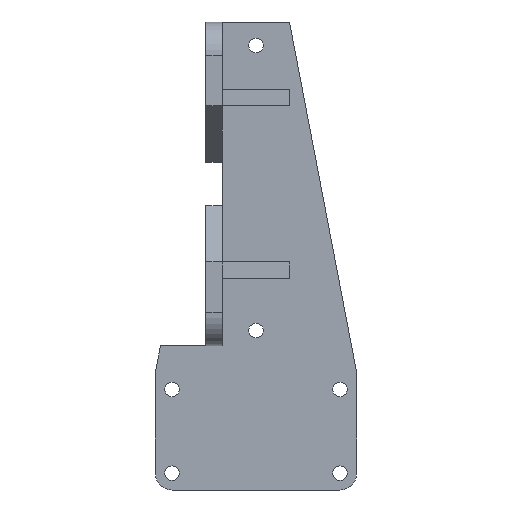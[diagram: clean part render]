
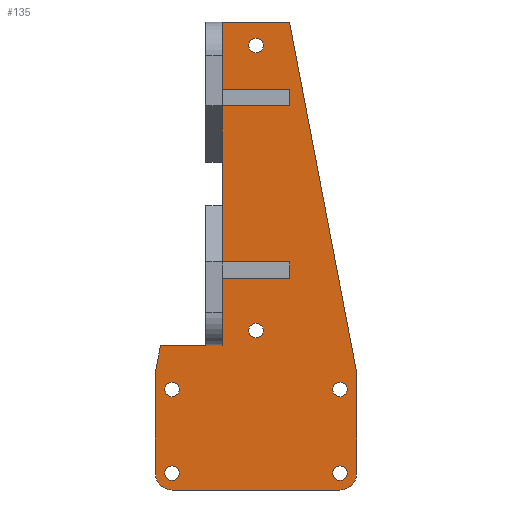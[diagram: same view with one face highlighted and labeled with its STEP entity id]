
A CAD part, left-side view. The second image highlights one B-rep face of the part: STEP entity #135.
In plain terms, the highlighted planar face has unit normal (-1, 0, 0).
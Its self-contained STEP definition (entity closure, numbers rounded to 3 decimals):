
#22 = VERTEX_POINT('',#23);
#23 = CARTESIAN_POINT('',(75.,-10.,139.5));
#40 = VERTEX_POINT('',#41);
#41 = CARTESIAN_POINT('',(75.,-30.,35.));
#47 = EDGE_CURVE('',#22,#40,#48,.T.);
#48 = LINE('',#49,#50);
#49 = CARTESIAN_POINT('',(75.,-10.,139.5));
#50 = VECTOR('',#51,1.);
#51 = DIRECTION('',(0.,-0.188,-0.982));
#87 = VERTEX_POINT('',#88);
#88 = CARTESIAN_POINT('',(75.,10.,139.5));
#94 = EDGE_CURVE('',#87,#22,#95,.T.);
#95 = LINE('',#96,#97);
#96 = CARTESIAN_POINT('',(75.,10.,139.5));
#97 = VECTOR('',#98,1.);
#98 = DIRECTION('',(0.,-1.,0.));
#108 = EDGE_CURVE('',#40,#109,#111,.T.);
#109 = VERTEX_POINT('',#110);
#110 = CARTESIAN_POINT('',(75.,-30.,5.));
#111 = LINE('',#112,#113);
#112 = CARTESIAN_POINT('',(75.,-30.,35.));
#113 = VECTOR('',#114,1.);
#114 = DIRECTION('',(0.,0.,-1.));
#135 = ADVANCED_FACE('',(#136,#285,#296,#307,#318,#329,#340),#351,.F.);
#136 = FACE_BOUND('',#137,.F.);
#137 = EDGE_LOOP('',(#138,#146,#147,#148,#149,#158,#166,#175,#183,#191,
    #199,#207,#215,#223,#231,#239,#247,#255,#263,#271,#279));
#138 = ORIENTED_EDGE('',*,*,#139,.F.);
#139 = EDGE_CURVE('',#87,#140,#142,.T.);
#140 = VERTEX_POINT('',#141);
#141 = CARTESIAN_POINT('',(75.,10.,119.5));
#142 = LINE('',#143,#144);
#143 = CARTESIAN_POINT('',(75.,10.,139.5));
#144 = VECTOR('',#145,1.);
#145 = DIRECTION('',(0.,0.,-1.));
#146 = ORIENTED_EDGE('',*,*,#94,.T.);
#147 = ORIENTED_EDGE('',*,*,#47,.T.);
#148 = ORIENTED_EDGE('',*,*,#108,.T.);
#149 = ORIENTED_EDGE('',*,*,#150,.T.);
#150 = EDGE_CURVE('',#109,#151,#153,.T.);
#151 = VERTEX_POINT('',#152);
#152 = CARTESIAN_POINT('',(75.,-25.,0.));
#153 = CIRCLE('',#154,5.);
#154 = AXIS2_PLACEMENT_3D('',#155,#156,#157);
#155 = CARTESIAN_POINT('',(75.,-25.,5.));
#156 = DIRECTION('',(1.,0.,0.));
#157 = DIRECTION('',(0.,1.,0.));
#158 = ORIENTED_EDGE('',*,*,#159,.T.);
#159 = EDGE_CURVE('',#151,#160,#162,.T.);
#160 = VERTEX_POINT('',#161);
#161 = CARTESIAN_POINT('',(75.,25.,0.));
#162 = LINE('',#163,#164);
#163 = CARTESIAN_POINT('',(75.,-30.,0.));
#164 = VECTOR('',#165,1.);
#165 = DIRECTION('',(0.,1.,0.));
#166 = ORIENTED_EDGE('',*,*,#167,.T.);
#167 = EDGE_CURVE('',#160,#168,#170,.T.);
#168 = VERTEX_POINT('',#169);
#169 = CARTESIAN_POINT('',(75.,30.,5.));
#170 = CIRCLE('',#171,5.);
#171 = AXIS2_PLACEMENT_3D('',#172,#173,#174);
#172 = CARTESIAN_POINT('',(75.,25.,5.));
#173 = DIRECTION('',(1.,0.,0.));
#174 = DIRECTION('',(0.,1.,0.));
#175 = ORIENTED_EDGE('',*,*,#176,.T.);
#176 = EDGE_CURVE('',#168,#177,#179,.T.);
#177 = VERTEX_POINT('',#178);
#178 = CARTESIAN_POINT('',(75.,30.,35.));
#179 = LINE('',#180,#181);
#180 = CARTESIAN_POINT('',(75.,30.,0.));
#181 = VECTOR('',#182,1.);
#182 = DIRECTION('',(0.,0.,1.));
#183 = ORIENTED_EDGE('',*,*,#184,.F.);
#184 = EDGE_CURVE('',#185,#177,#187,.T.);
#185 = VERTEX_POINT('',#186);
#186 = CARTESIAN_POINT('',(75.,28.469,43.));
#187 = LINE('',#188,#189);
#188 = CARTESIAN_POINT('',(75.,28.469,43.));
#189 = VECTOR('',#190,1.);
#190 = DIRECTION('',(0.,0.188,-0.982));
#191 = ORIENTED_EDGE('',*,*,#192,.F.);
#192 = EDGE_CURVE('',#193,#185,#195,.T.);
#193 = VERTEX_POINT('',#194);
#194 = CARTESIAN_POINT('',(75.,15.,43.));
#195 = LINE('',#196,#197);
#196 = CARTESIAN_POINT('',(75.,10.,43.));
#197 = VECTOR('',#198,1.);
#198 = DIRECTION('',(0.,1.,0.));
#199 = ORIENTED_EDGE('',*,*,#200,.F.);
#200 = EDGE_CURVE('',#201,#193,#203,.T.);
#201 = VERTEX_POINT('',#202);
#202 = CARTESIAN_POINT('',(75.,10.,43.));
#203 = LINE('',#204,#205);
#204 = CARTESIAN_POINT('',(75.,10.,43.));
#205 = VECTOR('',#206,1.);
#206 = DIRECTION('',(0.,1.,0.));
#207 = ORIENTED_EDGE('',*,*,#208,.F.);
#208 = EDGE_CURVE('',#209,#201,#211,.T.);
#209 = VERTEX_POINT('',#210);
#210 = CARTESIAN_POINT('',(75.,10.,63.));
#211 = LINE('',#212,#213);
#212 = CARTESIAN_POINT('',(75.,10.,139.5));
#213 = VECTOR('',#214,1.);
#214 = DIRECTION('',(0.,0.,-1.));
#215 = ORIENTED_EDGE('',*,*,#216,.T.);
#216 = EDGE_CURVE('',#209,#217,#219,.T.);
#217 = VERTEX_POINT('',#218);
#218 = CARTESIAN_POINT('',(75.,-10.,63.));
#219 = LINE('',#220,#221);
#220 = CARTESIAN_POINT('',(75.,10.,63.));
#221 = VECTOR('',#222,1.);
#222 = DIRECTION('',(0.,-1.,-0.));
#223 = ORIENTED_EDGE('',*,*,#224,.F.);
#224 = EDGE_CURVE('',#225,#217,#227,.T.);
#225 = VERTEX_POINT('',#226);
#226 = CARTESIAN_POINT('',(75.,-10.,68.));
#227 = LINE('',#228,#229);
#228 = CARTESIAN_POINT('',(75.,-10.,68.));
#229 = VECTOR('',#230,1.);
#230 = DIRECTION('',(0.,-0.,-1.));
#231 = ORIENTED_EDGE('',*,*,#232,.F.);
#232 = EDGE_CURVE('',#233,#225,#235,.T.);
#233 = VERTEX_POINT('',#234);
#234 = CARTESIAN_POINT('',(75.,10.,68.));
#235 = LINE('',#236,#237);
#236 = CARTESIAN_POINT('',(75.,10.,68.));
#237 = VECTOR('',#238,1.);
#238 = DIRECTION('',(0.,-1.,-0.));
#239 = ORIENTED_EDGE('',*,*,#240,.F.);
#240 = EDGE_CURVE('',#241,#233,#243,.T.);
#241 = VERTEX_POINT('',#242);
#242 = CARTESIAN_POINT('',(75.,10.,84.782));
#243 = LINE('',#244,#245);
#244 = CARTESIAN_POINT('',(75.,10.,139.5));
#245 = VECTOR('',#246,1.);
#246 = DIRECTION('',(0.,0.,-1.));
#247 = ORIENTED_EDGE('',*,*,#248,.F.);
#248 = EDGE_CURVE('',#249,#241,#251,.T.);
#249 = VERTEX_POINT('',#250);
#250 = CARTESIAN_POINT('',(75.,10.,97.718));
#251 = LINE('',#252,#253);
#252 = CARTESIAN_POINT('',(75.,10.,139.5));
#253 = VECTOR('',#254,1.);
#254 = DIRECTION('',(0.,0.,-1.));
#255 = ORIENTED_EDGE('',*,*,#256,.F.);
#256 = EDGE_CURVE('',#257,#249,#259,.T.);
#257 = VERTEX_POINT('',#258);
#258 = CARTESIAN_POINT('',(75.,10.,114.5));
#259 = LINE('',#260,#261);
#260 = CARTESIAN_POINT('',(75.,10.,139.5));
#261 = VECTOR('',#262,1.);
#262 = DIRECTION('',(0.,0.,-1.));
#263 = ORIENTED_EDGE('',*,*,#264,.T.);
#264 = EDGE_CURVE('',#257,#265,#267,.T.);
#265 = VERTEX_POINT('',#266);
#266 = CARTESIAN_POINT('',(75.,-10.,114.5));
#267 = LINE('',#268,#269);
#268 = CARTESIAN_POINT('',(75.,10.,114.5));
#269 = VECTOR('',#270,1.);
#270 = DIRECTION('',(0.,-1.,0.));
#271 = ORIENTED_EDGE('',*,*,#272,.T.);
#272 = EDGE_CURVE('',#265,#273,#275,.T.);
#273 = VERTEX_POINT('',#274);
#274 = CARTESIAN_POINT('',(75.,-10.,119.5));
#275 = LINE('',#276,#277);
#276 = CARTESIAN_POINT('',(75.,-10.,114.5));
#277 = VECTOR('',#278,1.);
#278 = DIRECTION('',(0.,0.,1.));
#279 = ORIENTED_EDGE('',*,*,#280,.F.);
#280 = EDGE_CURVE('',#140,#273,#281,.T.);
#281 = LINE('',#282,#283);
#282 = CARTESIAN_POINT('',(75.,10.,119.5));
#283 = VECTOR('',#284,1.);
#284 = DIRECTION('',(0.,-1.,0.));
#285 = FACE_BOUND('',#286,.F.);
#286 = EDGE_LOOP('',(#287));
#287 = ORIENTED_EDGE('',*,*,#288,.F.);
#288 = EDGE_CURVE('',#289,#289,#291,.T.);
#289 = VERTEX_POINT('',#290);
#290 = CARTESIAN_POINT('',(75.,27.175,5.));
#291 = CIRCLE('',#292,2.175);
#292 = AXIS2_PLACEMENT_3D('',#293,#294,#295);
#293 = CARTESIAN_POINT('',(75.,25.,5.));
#294 = DIRECTION('',(1.,0.,0.));
#295 = DIRECTION('',(0.,1.,0.));
#296 = FACE_BOUND('',#297,.F.);
#297 = EDGE_LOOP('',(#298));
#298 = ORIENTED_EDGE('',*,*,#299,.F.);
#299 = EDGE_CURVE('',#300,#300,#302,.T.);
#300 = VERTEX_POINT('',#301);
#301 = CARTESIAN_POINT('',(75.,27.175,30.));
#302 = CIRCLE('',#303,2.175);
#303 = AXIS2_PLACEMENT_3D('',#304,#305,#306);
#304 = CARTESIAN_POINT('',(75.,25.,30.));
#305 = DIRECTION('',(1.,0.,0.));
#306 = DIRECTION('',(0.,1.,0.));
#307 = FACE_BOUND('',#308,.F.);
#308 = EDGE_LOOP('',(#309));
#309 = ORIENTED_EDGE('',*,*,#310,.F.);
#310 = EDGE_CURVE('',#311,#311,#313,.T.);
#311 = VERTEX_POINT('',#312);
#312 = CARTESIAN_POINT('',(75.,2.175,132.5));
#313 = CIRCLE('',#314,2.175);
#314 = AXIS2_PLACEMENT_3D('',#315,#316,#317);
#315 = CARTESIAN_POINT('',(75.,0.,132.5));
#316 = DIRECTION('',(1.,0.,0.));
#317 = DIRECTION('',(0.,1.,0.));
#318 = FACE_BOUND('',#319,.F.);
#319 = EDGE_LOOP('',(#320));
#320 = ORIENTED_EDGE('',*,*,#321,.F.);
#321 = EDGE_CURVE('',#322,#322,#324,.T.);
#322 = VERTEX_POINT('',#323);
#323 = CARTESIAN_POINT('',(75.,2.175,47.5));
#324 = CIRCLE('',#325,2.175);
#325 = AXIS2_PLACEMENT_3D('',#326,#327,#328);
#326 = CARTESIAN_POINT('',(75.,0.,47.5));
#327 = DIRECTION('',(1.,0.,0.));
#328 = DIRECTION('',(0.,1.,0.));
#329 = FACE_BOUND('',#330,.F.);
#330 = EDGE_LOOP('',(#331));
#331 = ORIENTED_EDGE('',*,*,#332,.F.);
#332 = EDGE_CURVE('',#333,#333,#335,.T.);
#333 = VERTEX_POINT('',#334);
#334 = CARTESIAN_POINT('',(75.,-22.825,5.));
#335 = CIRCLE('',#336,2.175);
#336 = AXIS2_PLACEMENT_3D('',#337,#338,#339);
#337 = CARTESIAN_POINT('',(75.,-25.,5.));
#338 = DIRECTION('',(1.,0.,0.));
#339 = DIRECTION('',(0.,1.,0.));
#340 = FACE_BOUND('',#341,.F.);
#341 = EDGE_LOOP('',(#342));
#342 = ORIENTED_EDGE('',*,*,#343,.F.);
#343 = EDGE_CURVE('',#344,#344,#346,.T.);
#344 = VERTEX_POINT('',#345);
#345 = CARTESIAN_POINT('',(75.,-22.825,30.));
#346 = CIRCLE('',#347,2.175);
#347 = AXIS2_PLACEMENT_3D('',#348,#349,#350);
#348 = CARTESIAN_POINT('',(75.,-25.,30.));
#349 = DIRECTION('',(1.,0.,0.));
#350 = DIRECTION('',(0.,1.,0.));
#351 = PLANE('',#352);
#352 = AXIS2_PLACEMENT_3D('',#353,#354,#355);
#353 = CARTESIAN_POINT('',(75.,-1.273,58.215));
#354 = DIRECTION('',(1.,0.,0.));
#355 = DIRECTION('',(0.,0.,1.));
